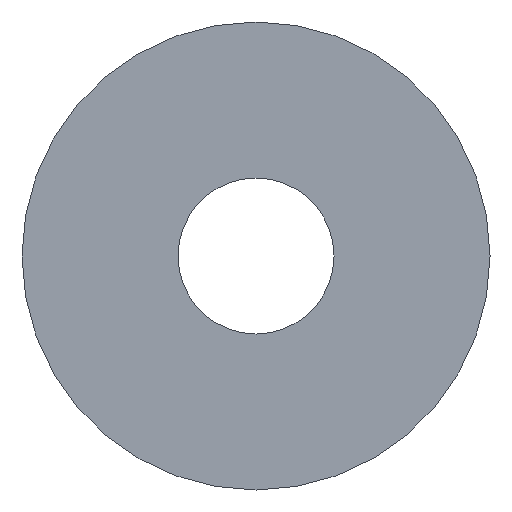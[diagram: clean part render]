
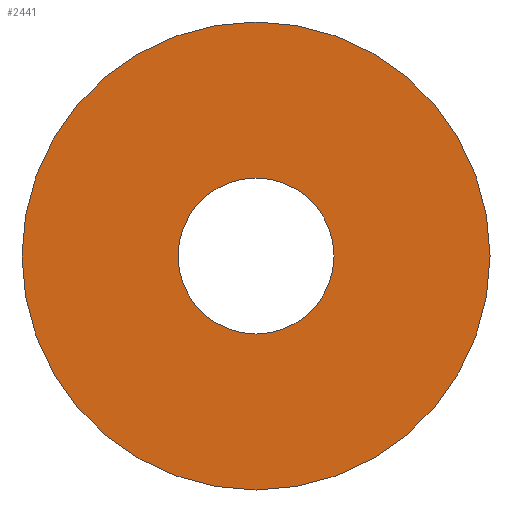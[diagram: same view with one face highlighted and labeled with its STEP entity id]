
A CAD part, front view. The second image highlights one B-rep face of the part: STEP entity #2441.
In plain terms, the highlighted planar face has unit normal (0, -1, 0).
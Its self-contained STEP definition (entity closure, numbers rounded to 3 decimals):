
#153 = AXIS2_PLACEMENT_3D ( 'NONE', #3373, #1036, #2633 ) ;
#212 = PLANE ( 'NONE',  #3900 ) ;
#621 = CARTESIAN_POINT ( 'NONE',  ( -2.661, -3., -0.739 ) ) ;
#1032 = DIRECTION ( 'NONE',  ( 0., -1., 0. ) ) ;
#1036 = DIRECTION ( 'NONE',  ( 0., -1., 0. ) ) ;
#1241 = VERTEX_POINT ( 'NONE', #5136 ) ;
#1340 = CIRCLE ( 'NONE', #153, 2.5 ) ;
#1418 = CARTESIAN_POINT ( 'NONE',  ( -2.661, -3., -0.739 ) ) ;
#1662 = ORIENTED_EDGE ( 'NONE', *, *, #4785, .T. ) ;
#1892 = CARTESIAN_POINT ( 'NONE',  ( -2.661, -3., -0.739 ) ) ;
#1949 = EDGE_CURVE ( 'NONE', #1241, #3090, #1340, .T. ) ;
#1965 = VERTEX_POINT ( 'NONE', #2219 ) ;
#2044 = DIRECTION ( 'NONE',  ( 0., 0., -1. ) ) ;
#2144 = DIRECTION ( 'NONE',  ( 0., 0., -1. ) ) ;
#2195 = ORIENTED_EDGE ( 'NONE', *, *, #1949, .F. ) ;
#2219 = CARTESIAN_POINT ( 'NONE',  ( -2.661, -3., 6.761 ) ) ;
#2266 = DIRECTION ( 'NONE',  ( 0., -1., 0. ) ) ;
#2417 = AXIS2_PLACEMENT_3D ( 'NONE', #621, #3734, #2628 ) ;
#2441 = ADVANCED_FACE ( 'NONE', ( #4606, #3819 ), #212, .T. ) ;
#2627 = DIRECTION ( 'NONE',  ( 0., 0., -1. ) ) ;
#2628 = DIRECTION ( 'NONE',  ( 0., 0., -1. ) ) ;
#2633 = DIRECTION ( 'NONE',  ( 0., 0., -1. ) ) ;
#2923 = CIRCLE ( 'NONE', #3864, 7.5 ) ;
#2925 = DIRECTION ( 'NONE',  ( 0., -1., 0. ) ) ;
#3090 = VERTEX_POINT ( 'NONE', #4327 ) ;
#3178 = CIRCLE ( 'NONE', #3685, 7.5 ) ;
#3373 = CARTESIAN_POINT ( 'NONE',  ( -2.661, -3., -0.739 ) ) ;
#3473 = VERTEX_POINT ( 'NONE', #4580 ) ;
#3685 = AXIS2_PLACEMENT_3D ( 'NONE', #4993, #2925, #2144 ) ;
#3734 = DIRECTION ( 'NONE',  ( 0., -1., 0. ) ) ;
#3766 = CIRCLE ( 'NONE', #2417, 2.5 ) ;
#3819 = FACE_BOUND ( 'NONE', #4772, .T. ) ;
#3864 = AXIS2_PLACEMENT_3D ( 'NONE', #1892, #2266, #2044 ) ;
#3900 = AXIS2_PLACEMENT_3D ( 'NONE', #1418, #1032, #2627 ) ;
#4073 = EDGE_LOOP ( 'NONE', ( #4954, #1662 ) ) ;
#4095 = ORIENTED_EDGE ( 'NONE', *, *, #4665, .F. ) ;
#4327 = CARTESIAN_POINT ( 'NONE',  ( -2.661, -3., -3.239 ) ) ;
#4580 = CARTESIAN_POINT ( 'NONE',  ( -2.661, -3., -8.239 ) ) ;
#4606 = FACE_OUTER_BOUND ( 'NONE', #4073, .T. ) ;
#4665 = EDGE_CURVE ( 'NONE', #3090, #1241, #3766, .T. ) ;
#4772 = EDGE_LOOP ( 'NONE', ( #4095, #2195 ) ) ;
#4785 = EDGE_CURVE ( 'NONE', #1965, #3473, #2923, .T. ) ;
#4881 = EDGE_CURVE ( 'NONE', #3473, #1965, #3178, .T. ) ;
#4954 = ORIENTED_EDGE ( 'NONE', *, *, #4881, .T. ) ;
#4993 = CARTESIAN_POINT ( 'NONE',  ( -2.661, -3., -0.739 ) ) ;
#5136 = CARTESIAN_POINT ( 'NONE',  ( -2.661, -3., 1.761 ) ) ;
